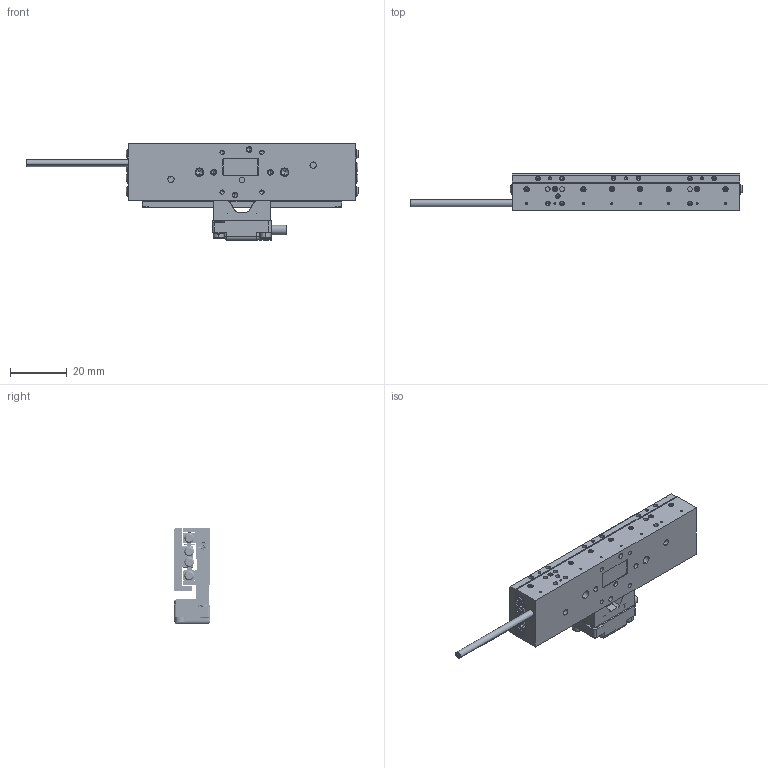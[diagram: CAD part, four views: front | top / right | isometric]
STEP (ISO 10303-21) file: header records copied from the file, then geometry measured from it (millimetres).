
FILE_DESCRIPTION (( 'STEP AP214' ), '1' );
FILE_NAME ('PPS-20-152X9.STEP', '2023-07-18T21:54:19', ( '' ), ( '' ), 'SwSTEP 2.0', 'SolidWorks 2023', '' );
FILE_SCHEMA (( 'AUTOMOTIVE_DESIGN' ));
Length unit declared in the file: millimetre
Products named in the file (18): 110060 Encoder Head, M3500V, Vacuum_Atmospheric; NB Slide Way SVW 1000 Center Way_SVW 1080; SCREW, SHCS-S, M-DIN_M2 x 0.4 x 06mm; PPS-20, Back Cover, Master Part; PPS-20, Scale Bracket, Mercury, Master Part_70mm; Dowel Pin, M-DIN_M01 x 004; SCREW, MS-PFH, M-DIN_M2 x 0.4 x 05mm; 130160 Bearing, NB, Slide Way, SVW 1000_SVW 1080-22Z Custom (Movable to Limits); PPS-20, Carriage, Master Part_80mm; SCREW, SHCS-S, M-DIN_M1.6 x 0.35 x 06mm; SCREW, MS-PPH, M-JCIS_M1.6 x 0.35 x 4mm; 430413 PPS-20, Encoder Bracket, M3500; TFC-421 Silver Braided Cable_L70; PPS-20-152X9; Set Screw, Cup-H, E-ASME_E1-72 x 1''16; NB Slide Way SVW 1000 Rail_SVW 1080; PPS-20, Base, Master Part_L80, No Ears; NB Slide Way SVW 1000 Cage_SVW 1080-21Z
Assembly tree (54 placements, depth 3):
  PPS-20-152X9
    PPS-20, Base, Master Part_L80, No Ears
    PPS-20, Back Cover, Master Part
    TFC-421 Silver Braided Cable_L70
    PPS-20, Carriage, Master Part_80mm
    SCREW, MS-PFH, M-DIN_M2 x 0.4 x 05mm  x8
    130160 Bearing, NB, Slide Way, SVW 1000_SVW 1080-22Z Custom (Movable to Limits)
      NB Slide Way SVW 1000 Rail_SVW 1080  x2
      NB Slide Way SVW 1000 Center Way_SVW 1080
      NB Slide Way SVW 1000 Cage_SVW 1080-21Z  x2
    Set Screw, Cup-H, E-ASME_E1-72 x 1''16  x8
    SCREW, MS-PPH, M-JCIS_M1.6 x 0.35 x 4mm  x19
    110060 Encoder Head, M3500V, Vacuum_Atmospheric
    430413 PPS-20, Encoder Bracket, M3500
    PPS-20, Scale Bracket, Mercury, Master Part_70mm
    SCREW, SHCS-S, M-DIN_M1.6 x 0.35 x 06mm  x2
    SCREW, SHCS-S, M-DIN_M2 x 0.4 x 06mm  x2
    Dowel Pin, M-DIN_M01 x 004  x2
Bounding box: 116.8 x 13 x 33.91 mm (x, y, z)
Volume: 20526.1 mm3; surface area: 25401.9 mm2
Topology: 66 solids, 66 shells, 2742 faces, 6706 edges, 4105 vertices
Faces by surface type: plane 1120, cylinder 882, cone 544, torus 166, bspline 30
Entity records: 80673 total; most frequent: CARTESIAN_POINT 47880, DIRECTION 6974, ORIENTED_EDGE 6388, EDGE_CURVE 3194, AXIS2_PLACEMENT_3D 2673, VERTEX_POINT 2037, EDGE_LOOP 1643, VECTOR 1628
